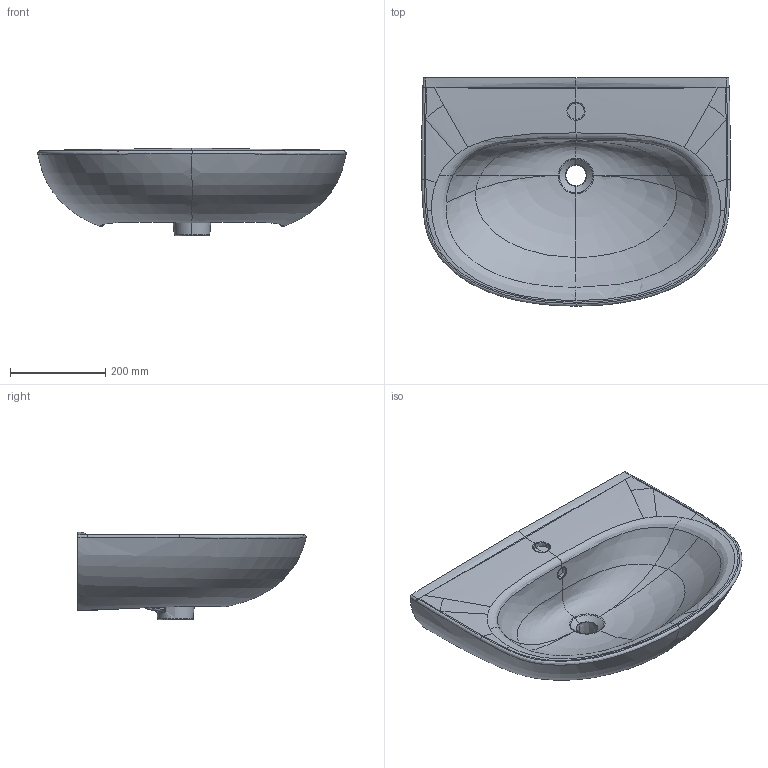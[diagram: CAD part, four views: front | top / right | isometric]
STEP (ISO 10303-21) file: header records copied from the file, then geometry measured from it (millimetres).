
FILE_DESCRIPTION(/* description */ (''),/* implementation_level */ '2;1');
FILE_NAME(/* name */ '4A4065.stp',/* time_stamp */ '2022-04-13T13:58:10+02:00',/* author */ (''),/* organization */ (''),/* preprocessor_version */ 'ST-DEVELOPER v18.1',/* originating_system */ 'SIEMENS PLM Software NX 1973',/* authorisation */ '');
FILE_SCHEMA (('AUTOMOTIVE_DESIGN { 1 0 10303 214 3 1 1 1 }'));
Products named in the file (1): Conz268836689i0n
Bounding box: 649.77 x 479.99 x 184.37 mm (x, y, z)
Volume: 17315530 mm3; surface area: 850147 mm2
Topology: 1 solids, 1 shells, 173 faces, 451 edges, 267 vertices
Faces by surface type: bspline 150, plane 9, extrusion 8, sphere 4, cylinder 2
Entity records: 38144 total; most frequent: CARTESIAN_POINT 35408, ORIENTED_EDGE 876, EDGE_CURVE 438, B_SPLINE_CURVE_WITH_KNOTS 348, VERTEX_POINT 267, EDGE_LOOP 175, ADVANCED_FACE 173, FACE_OUTER_BOUND 171
